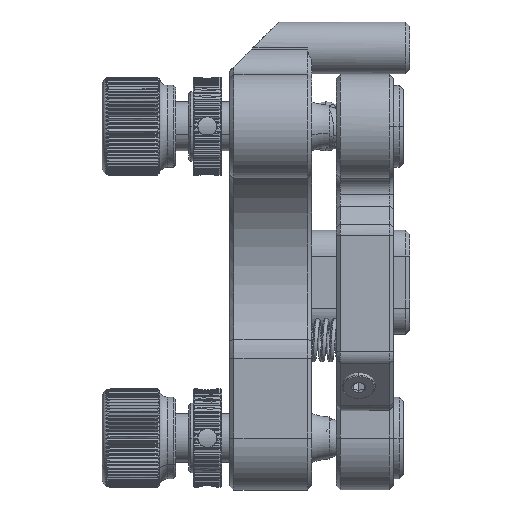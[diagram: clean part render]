
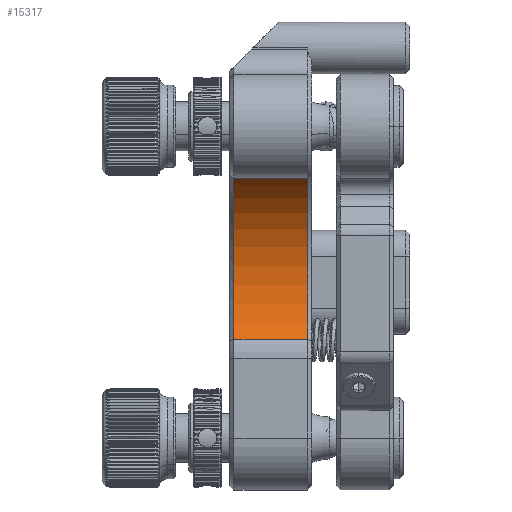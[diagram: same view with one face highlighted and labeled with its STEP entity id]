
A CAD part, left-side view. The second image highlights one B-rep face of the part: STEP entity #15317.
In plain terms, the highlighted cylindrical face has radius 15 mm (diameter 30 mm), a partial arc.
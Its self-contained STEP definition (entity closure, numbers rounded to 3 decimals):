
#1255 = CARTESIAN_POINT ( 'NONE',  ( 9.528, 3.5, 11.656 ) ) ;
#2099 = CARTESIAN_POINT ( 'NONE',  ( 14.903, -5.5, -2.131 ) ) ;
#3142 = CARTESIAN_POINT ( 'NONE',  ( 13.275, -5.5, -6.984 ) ) ;
#6019 = AXIS2_PLACEMENT_3D ( 'NONE', #6200, #10135, #60119 ) ;
#6200 = CARTESIAN_POINT ( 'NONE',  ( 0., -18., 0. ) ) ;
#6329 = CARTESIAN_POINT ( 'NONE',  ( 14.752, -5.5, 3.005 ) ) ;
#9812 = FACE_OUTER_BOUND ( 'NONE', #62505, .T. ) ;
#10135 = DIRECTION ( 'NONE',  ( 0., 1., 0. ) ) ;
#10695 = CARTESIAN_POINT ( 'NONE',  ( 14.026, 3.5, 5.469 ) ) ;
#11520 = CARTESIAN_POINT ( 'NONE',  ( 9.528, -5.5, 11.656 ) ) ;
#13739 = CARTESIAN_POINT ( 'NONE',  ( 6.253, -5.5, 13.695 ) ) ;
#13752 = CARTESIAN_POINT ( 'NONE',  ( 13.275, 3.5, -6.984 ) ) ;
#14055 = CARTESIAN_POINT ( 'NONE',  ( 0., -2.5, 15. ) ) ;
#14148 = B_SPLINE_CURVE_WITH_KNOTS ( 'NONE', 3,
 ( #43273, #14055, #58206, #48803 ),
 .UNSPECIFIED., .F., .F.,
 ( 4, 4 ),
 ( 0., 1. ),
 .UNSPECIFIED. ) ;
#14403 = VERTEX_POINT ( 'NONE', #3142 ) ;
#15317 = ADVANCED_FACE ( 'NONE', ( #9812 ), #44528, .F. ) ;
#17792 = CARTESIAN_POINT ( 'NONE',  ( 6.253, 3.5, 13.695 ) ) ;
#20447 = CARTESIAN_POINT ( 'NONE',  ( 15.031, 3.5, -0.842 ) ) ;
#20821 = CARTESIAN_POINT ( 'NONE',  ( 13.275, 3.5, -6.984 ) ) ;
#21066 = CARTESIAN_POINT ( 'NONE',  ( 8.491, 3.5, 12.432 ) ) ;
#21270 = CARTESIAN_POINT ( 'NONE',  ( 13.504, -5.5, 6.654 ) ) ;
#25915 = CARTESIAN_POINT ( 'NONE',  ( 13.873, 3.5, -5.847 ) ) ;
#26107 = CARTESIAN_POINT ( 'NONE',  ( 14.026, -5.5, 5.469 ) ) ;
#26566 = CARTESIAN_POINT ( 'NONE',  ( 1.284, 3.5, 15. ) ) ;
#30454 = CARTESIAN_POINT ( 'NONE',  ( 13.504, 3.5, 6.654 ) ) ;
#30980 = CARTESIAN_POINT ( 'NONE',  ( 14.956, -5.5, 1.726 ) ) ;
#31290 = CARTESIAN_POINT ( 'NONE',  ( 8.491, -5.5, 12.432 ) ) ;
#31895 = CARTESIAN_POINT ( 'NONE',  ( 0., 3.5, 15. ) ) ;
#31925 = CARTESIAN_POINT ( 'NONE',  ( 14.324, -5.5, -4.633 ) ) ;
#32159 = VERTEX_POINT ( 'NONE', #43685 ) ;
#34091 = EDGE_CURVE ( 'NONE', #14403, #51478, #35518, .T. ) ;
#34389 = B_SPLINE_CURVE_WITH_KNOTS ( 'NONE', 3,
 ( #46576, #41382, #31925, #2099, #55693, #30980, #6329, #26107, #21270, #41054, #56007, #11520, #31290, #13739, #47206, #47840, #53061, #37756 ),
 .UNSPECIFIED., .F., .F.,
 ( 4, 2, 2, 2, 2, 2, 2, 2, 4 ),
 ( 0., 0.125, 0.25, 0.375, 0.5, 0.625, 0.75, 0.875, 1. ),
 .UNSPECIFIED. ) ;
#34700 = B_SPLINE_CURVE_WITH_KNOTS ( 'NONE', 3,
 ( #35974, #25915, #40531, #50001, #20447, #60059, #55179, #10695, #30454, #35649, #45730, #1255, #21066, #17792, #47646, #61632, #26566, #56443 ),
 .UNSPECIFIED., .F., .F.,
 ( 4, 2, 2, 2, 2, 2, 2, 2, 4 ),
 ( 0., 0.125, 0.25, 0.375, 0.5, 0.625, 0.75, 0.875, 1. ),
 .UNSPECIFIED. ) ;
#35083 = CARTESIAN_POINT ( 'NONE',  ( 13.275, -5.5, -6.984 ) ) ;
#35518 = B_SPLINE_CURVE_WITH_KNOTS ( 'NONE', 3,
 ( #35083, #60127, #54942, #20821 ),
 .UNSPECIFIED., .F., .F.,
 ( 4, 4 ),
 ( 0., 1. ),
 .UNSPECIFIED. ) ;
#35649 = CARTESIAN_POINT ( 'NONE',  ( 12.177, 3.5, 8.853 ) ) ;
#35974 = CARTESIAN_POINT ( 'NONE',  ( 13.275, 3.5, -6.984 ) ) ;
#36259 = ORIENTED_EDGE ( 'NONE', *, *, #34091, .F. ) ;
#37756 = CARTESIAN_POINT ( 'NONE',  ( 0., -5.5, 15. ) ) ;
#40177 = ORIENTED_EDGE ( 'NONE', *, *, #48040, .T. ) ;
#40531 = CARTESIAN_POINT ( 'NONE',  ( 14.324, 3.5, -4.633 ) ) ;
#41054 = CARTESIAN_POINT ( 'NONE',  ( 12.177, -5.5, 8.853 ) ) ;
#41382 = CARTESIAN_POINT ( 'NONE',  ( 13.873, -5.5, -5.847 ) ) ;
#43273 = CARTESIAN_POINT ( 'NONE',  ( 0., -5.5, 15. ) ) ;
#43685 = CARTESIAN_POINT ( 'NONE',  ( 0., -5.5, 15. ) ) ;
#44528 = CYLINDRICAL_SURFACE ( 'NONE', #6019, 15. ) ;
#45730 = CARTESIAN_POINT ( 'NONE',  ( 11.371, 3.5, 9.867 ) ) ;
#46576 = CARTESIAN_POINT ( 'NONE',  ( 13.275, -5.5, -6.984 ) ) ;
#46898 = VERTEX_POINT ( 'NONE', #31895 ) ;
#47206 = CARTESIAN_POINT ( 'NONE',  ( 5.053, -5.5, 14.181 ) ) ;
#47446 = ORIENTED_EDGE ( 'NONE', *, *, #55515, .T. ) ;
#47646 = CARTESIAN_POINT ( 'NONE',  ( 5.053, 3.5, 14.181 ) ) ;
#47840 = CARTESIAN_POINT ( 'NONE',  ( 2.569, -5.5, 14.834 ) ) ;
#48040 = EDGE_CURVE ( 'NONE', #32159, #46898, #14148, .T. ) ;
#48803 = CARTESIAN_POINT ( 'NONE',  ( 0., 3.5, 15. ) ) ;
#50001 = CARTESIAN_POINT ( 'NONE',  ( 14.903, 3.5, -2.131 ) ) ;
#51478 = VERTEX_POINT ( 'NONE', #13752 ) ;
#53061 = CARTESIAN_POINT ( 'NONE',  ( 1.284, -5.5, 15. ) ) ;
#54942 = CARTESIAN_POINT ( 'NONE',  ( 13.275, 0.5, -6.984 ) ) ;
#55179 = CARTESIAN_POINT ( 'NONE',  ( 14.752, 3.5, 3.005 ) ) ;
#55515 = EDGE_CURVE ( 'NONE', #14403, #32159, #34389, .T. ) ;
#55693 = CARTESIAN_POINT ( 'NONE',  ( 15.031, -5.5, -0.842 ) ) ;
#56007 = CARTESIAN_POINT ( 'NONE',  ( 11.371, -5.5, 9.867 ) ) ;
#56443 = CARTESIAN_POINT ( 'NONE',  ( 0., 3.5, 15. ) ) ;
#58206 = CARTESIAN_POINT ( 'NONE',  ( 0., 0.5, 15. ) ) ;
#60059 = CARTESIAN_POINT ( 'NONE',  ( 14.956, 3.5, 1.726 ) ) ;
#60119 = DIRECTION ( 'NONE',  ( 0., 0., 1. ) ) ;
#60127 = CARTESIAN_POINT ( 'NONE',  ( 13.275, -2.5, -6.984 ) ) ;
#61029 = ORIENTED_EDGE ( 'NONE', *, *, #63871, .F. ) ;
#61632 = CARTESIAN_POINT ( 'NONE',  ( 2.569, 3.5, 14.834 ) ) ;
#62505 = EDGE_LOOP ( 'NONE', ( #40177, #61029, #36259, #47446 ) ) ;
#63871 = EDGE_CURVE ( 'NONE', #51478, #46898, #34700, .T. ) ;
